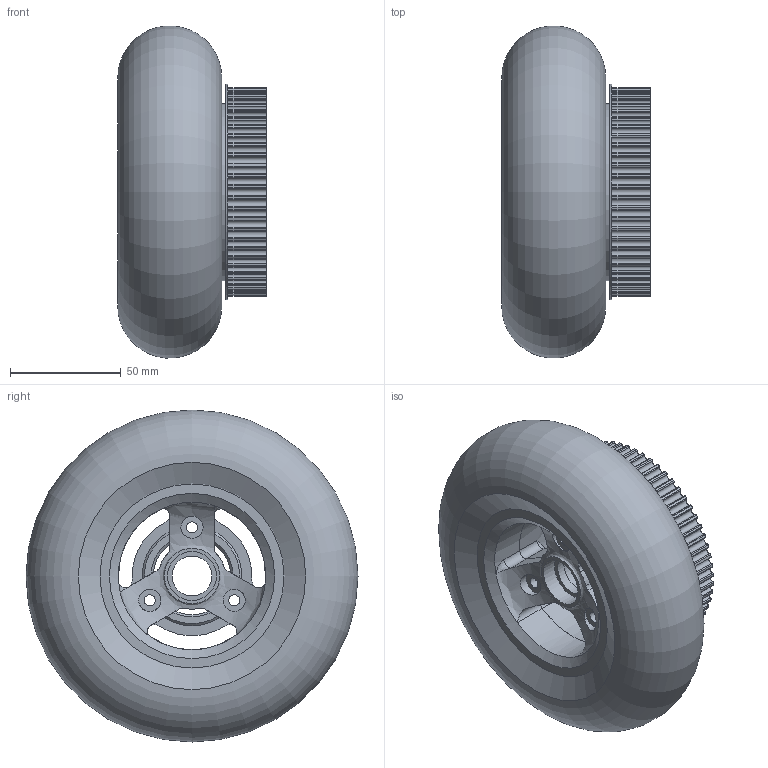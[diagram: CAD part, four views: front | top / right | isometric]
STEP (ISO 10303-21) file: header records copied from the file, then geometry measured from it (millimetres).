
FILE_DESCRIPTION(/* description */ (''),/* implementation_level */ '2;1');
FILE_NAME(/* name */ 'Bergmeister Wheel and 60T Pulley v3.step',/* time_stamp */ '2022-12-06T03:38:27Z',/* author */ (''),/* organization */ (''),/* preprocessor_version */ 'ST-DEVELOPER v19.2',/* originating_system */ 'Autodesk Translation Framework v11.17.0.187',/* authorisation */ '');
FILE_SCHEMA (('AUTOMOTIVE_DESIGN { 1 0 10303 214 3 1 1 }'));
Length unit declared in the file: millimetre
Products named in the file (6): Bergmeister Wheel and 60T Pulley; Bergmeister Hub v2; Flat; Deep Dish; Bergmeister Tyre v2; 60T Pulley Revised v3
Assembly tree (5 placements, depth 3):
  Bergmeister Wheel and 60T Pulley
    Bergmeister Hub v2
      Flat
      Deep Dish
    Bergmeister Tyre v2
    60T Pulley Revised v3
Bounding box: 67.05 x 149.84 x 149.84 mm (x, y, z)
Volume: 265317.4 mm3; surface area: 148067.3 mm2
Topology: 4 solids, 4 shells, 554 faces, 1519 edges, 977 vertices
Faces by surface type: cylinder 366, plane 108, cone 54, torus 17, bspline 9
Full cylindrical faces by diameter (mm): 5 x6, 5.253 x3, 10 x3, 18 x2, 22 x2, 26 x2, 30 x1, 35 x1, 66.55 x1, 71.3 x2, 72 x1, 74 x2, 80 x1, 83 x2, 86.55 x2, 89 x2, 97.35 x1
Entity records: 19119 total; most frequent: CARTESIAN_POINT 4237, DIRECTION 3368, ORIENTED_EDGE 3034, EDGE_CURVE 1517, AXIS2_PLACEMENT_3D 1378, VERTEX_POINT 977, CIRCLE 816, LINE 612
